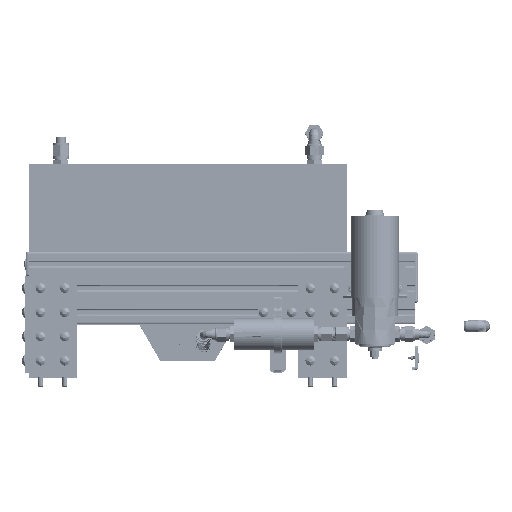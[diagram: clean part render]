
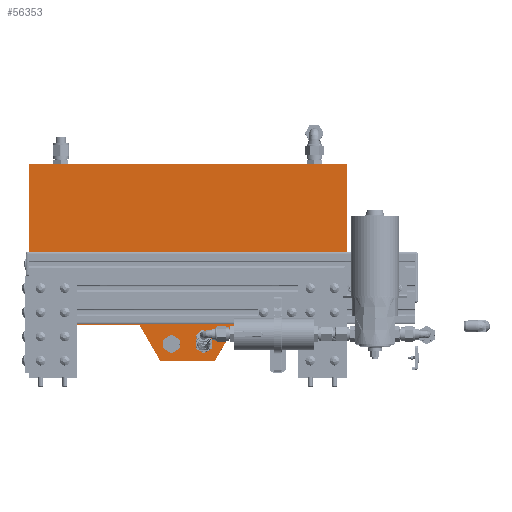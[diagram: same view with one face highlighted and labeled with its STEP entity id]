
A CAD part, top view. The second image highlights one B-rep face of the part: STEP entity #56353.
In plain terms, the highlighted free-form (B-spline) face has degree [1, 1] with [2, 2] control points.
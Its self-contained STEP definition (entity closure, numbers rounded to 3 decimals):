
#56310 = VERTEX_POINT('',#56311);
#56311 = CARTESIAN_POINT('',(455.449,286.995,
    -112.427));
#56316 = EDGE_CURVE('',#56317,#56310,#56319,.T.);
#56317 = VERTEX_POINT('',#56318);
#56318 = CARTESIAN_POINT('',(455.449,38.994,
    -112.427));
#56319 = B_SPLINE_CURVE_WITH_KNOTS('',1,(#56320,#56321),.UNSPECIFIED.,
  .F.,.F.,(2,2),(-126.206,126.206),
  .PIECEWISE_BEZIER_KNOTS.);
#56320 = CARTESIAN_POINT('',(455.449,38.994,
    -112.427));
#56321 = CARTESIAN_POINT('',(455.449,286.995,
    -112.427));
#56353 = ADVANCED_FACE('',(#56354),#56432,.F.);
#56354 = FACE_BOUND('',#56355,.T.);
#56355 = EDGE_LOOP('',(#56356,#56365,#56372,#56379,#56386,#56393,#56398,
    #56399,#56406,#56413,#56420,#56427));
#56356 = ORIENTED_EDGE('',*,*,#56357,.T.);
#56357 = EDGE_CURVE('',#56358,#56360,#56362,.T.);
#56358 = VERTEX_POINT('',#56359);
#56359 = CARTESIAN_POINT('',(134.139,37.434,
    -112.427));
#56360 = VERTEX_POINT('',#56361);
#56361 = CARTESIAN_POINT('',(166.558,-18.717,
    -112.427));
#56362 = B_SPLINE_CURVE_WITH_KNOTS('',1,(#56363,#56364),.UNSPECIFIED.,
  .F.,.F.,(2,2),(-32.996,32.996),
  .PIECEWISE_BEZIER_KNOTS.);
#56363 = CARTESIAN_POINT('',(134.139,37.434,
    -112.427));
#56364 = CARTESIAN_POINT('',(166.558,-18.717,
    -112.427));
#56365 = ORIENTED_EDGE('',*,*,#56366,.F.);
#56366 = EDGE_CURVE('',#56367,#56360,#56369,.T.);
#56367 = VERTEX_POINT('',#56368);
#56368 = CARTESIAN_POINT('',(251.457,-18.717,
    -112.427));
#56369 = B_SPLINE_CURVE_WITH_KNOTS('',1,(#56370,#56371),.UNSPECIFIED.,
  .F.,.F.,(2,2),(-43.204,43.204),
  .PIECEWISE_BEZIER_KNOTS.);
#56370 = CARTESIAN_POINT('',(251.457,-18.717,
    -112.427));
#56371 = CARTESIAN_POINT('',(166.558,-18.717,
    -112.427));
#56372 = ORIENTED_EDGE('',*,*,#56373,.F.);
#56373 = EDGE_CURVE('',#56374,#56367,#56376,.T.);
#56374 = VERTEX_POINT('',#56375);
#56375 = CARTESIAN_POINT('',(283.876,37.434,
    -112.427));
#56376 = B_SPLINE_CURVE_WITH_KNOTS('',1,(#56377,#56378),.UNSPECIFIED.,
  .F.,.F.,(2,2),(-32.996,32.996),
  .PIECEWISE_BEZIER_KNOTS.);
#56377 = CARTESIAN_POINT('',(283.876,37.434,
    -112.427));
#56378 = CARTESIAN_POINT('',(251.457,-18.717,
    -112.427));
#56379 = ORIENTED_EDGE('',*,*,#56380,.T.);
#56380 = EDGE_CURVE('',#56374,#56381,#56383,.T.);
#56381 = VERTEX_POINT('',#56382);
#56382 = CARTESIAN_POINT('',(418.015,37.434,
    -112.427));
#56383 = B_SPLINE_CURVE_WITH_KNOTS('',1,(#56384,#56385),.UNSPECIFIED.,
  .F.,.F.,(2,2),(-68.263,68.263),
  .PIECEWISE_BEZIER_KNOTS.);
#56384 = CARTESIAN_POINT('',(283.876,37.434,
    -112.427));
#56385 = CARTESIAN_POINT('',(418.015,37.434,
    -112.427));
#56386 = ORIENTED_EDGE('',*,*,#56387,.T.);
#56387 = EDGE_CURVE('',#56381,#56388,#56390,.T.);
#56388 = VERTEX_POINT('',#56389);
#56389 = CARTESIAN_POINT('',(418.015,38.994,
    -112.427));
#56390 = B_SPLINE_CURVE_WITH_KNOTS('',1,(#56391,#56392),.UNSPECIFIED.,
  .F.,.F.,(2,2),(-0.794,0.794),.PIECEWISE_BEZIER_KNOTS.);
#56391 = CARTESIAN_POINT('',(418.015,37.434,
    -112.427));
#56392 = CARTESIAN_POINT('',(418.015,38.994,
    -112.427));
#56393 = ORIENTED_EDGE('',*,*,#56394,.F.);
#56394 = EDGE_CURVE('',#56317,#56388,#56395,.T.);
#56395 = B_SPLINE_CURVE_WITH_KNOTS('',1,(#56396,#56397),.UNSPECIFIED.,
  .F.,.F.,(2,2),(-19.05,19.05),.PIECEWISE_BEZIER_KNOTS.);
#56396 = CARTESIAN_POINT('',(455.449,38.994,
    -112.427));
#56397 = CARTESIAN_POINT('',(418.015,38.994,
    -112.427));
#56398 = ORIENTED_EDGE('',*,*,#56316,.T.);
#56399 = ORIENTED_EDGE('',*,*,#56400,.T.);
#56400 = EDGE_CURVE('',#56310,#56401,#56403,.T.);
#56401 = VERTEX_POINT('',#56402);
#56402 = CARTESIAN_POINT('',(-37.434,286.995,
    -112.427));
#56403 = B_SPLINE_CURVE_WITH_KNOTS('',1,(#56404,#56405),.UNSPECIFIED.,
  .F.,.F.,(2,2),(-250.825,250.825),
  .PIECEWISE_BEZIER_KNOTS.);
#56404 = CARTESIAN_POINT('',(455.449,286.995,
    -112.427));
#56405 = CARTESIAN_POINT('',(-37.434,286.995,
    -112.427));
#56406 = ORIENTED_EDGE('',*,*,#56407,.T.);
#56407 = EDGE_CURVE('',#56401,#56408,#56410,.T.);
#56408 = VERTEX_POINT('',#56409);
#56409 = CARTESIAN_POINT('',(-37.434,38.994,
    -112.427));
#56410 = B_SPLINE_CURVE_WITH_KNOTS('',1,(#56411,#56412),.UNSPECIFIED.,
  .F.,.F.,(2,2),(-126.206,126.206),
  .PIECEWISE_BEZIER_KNOTS.);
#56411 = CARTESIAN_POINT('',(-37.434,286.995,
    -112.427));
#56412 = CARTESIAN_POINT('',(-37.434,38.994,
    -112.427));
#56413 = ORIENTED_EDGE('',*,*,#56414,.T.);
#56414 = EDGE_CURVE('',#56408,#56415,#56417,.T.);
#56415 = VERTEX_POINT('',#56416);
#56416 = CARTESIAN_POINT('',(0.,38.994,
    -112.427));
#56417 = B_SPLINE_CURVE_WITH_KNOTS('',1,(#56418,#56419),.UNSPECIFIED.,
  .F.,.F.,(2,2),(-19.05,19.05),.PIECEWISE_BEZIER_KNOTS.);
#56418 = CARTESIAN_POINT('',(-37.434,38.994,
    -112.427));
#56419 = CARTESIAN_POINT('',(0.,38.994,
    -112.427));
#56420 = ORIENTED_EDGE('',*,*,#56421,.F.);
#56421 = EDGE_CURVE('',#56422,#56415,#56424,.T.);
#56422 = VERTEX_POINT('',#56423);
#56423 = CARTESIAN_POINT('',(0.,37.434,
    -112.427));
#56424 = B_SPLINE_CURVE_WITH_KNOTS('',1,(#56425,#56426),.UNSPECIFIED.,
  .F.,.F.,(2,2),(-0.794,0.794),.PIECEWISE_BEZIER_KNOTS.);
#56425 = CARTESIAN_POINT('',(0.,37.434,
    -112.427));
#56426 = CARTESIAN_POINT('',(0.,38.994,
    -112.427));
#56427 = ORIENTED_EDGE('',*,*,#56428,.T.);
#56428 = EDGE_CURVE('',#56422,#56358,#56429,.T.);
#56429 = B_SPLINE_CURVE_WITH_KNOTS('',1,(#56430,#56431),.UNSPECIFIED.,
  .F.,.F.,(2,2),(-68.263,68.263),
  .PIECEWISE_BEZIER_KNOTS.);
#56430 = CARTESIAN_POINT('',(0.,37.434,
    -112.427));
#56431 = CARTESIAN_POINT('',(134.139,37.434,
    -112.427));
#56432 = B_SPLINE_SURFACE_WITH_KNOTS('',1,1,(
    (#56433,#56434)
    ,(#56435,#56436
    )),.UNSPECIFIED.,.F.,.F.,.F.,(2,2),(2,2),(-250.825,
    250.825),(-184.15,127.),
  .PIECEWISE_BEZIER_KNOTS.);
#56433 = CARTESIAN_POINT('',(455.449,-18.717,
    -112.427));
#56434 = CARTESIAN_POINT('',(455.449,286.995,
    -112.427));
#56435 = CARTESIAN_POINT('',(-37.434,-18.717,
    -112.427));
#56436 = CARTESIAN_POINT('',(-37.434,286.995,
    -112.427));
